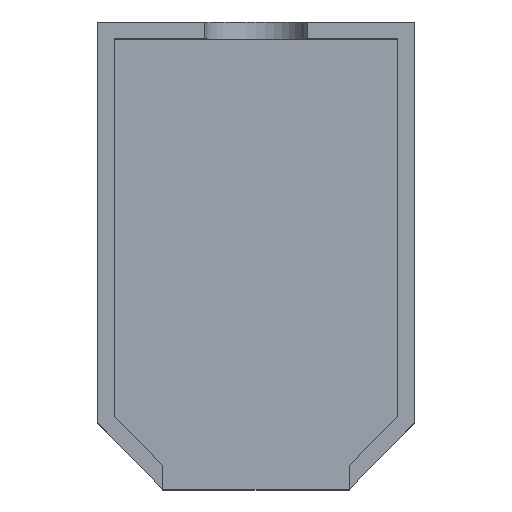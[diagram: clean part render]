
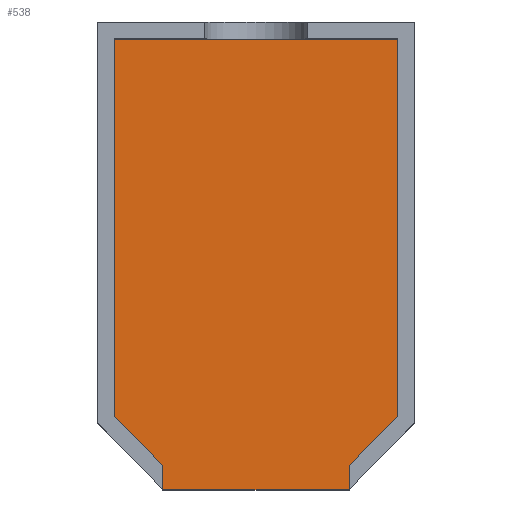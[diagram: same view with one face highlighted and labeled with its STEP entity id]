
A CAD part, top view. The second image highlights one B-rep face of the part: STEP entity #538.
In plain terms, the highlighted planar face has unit normal (0, 0, 1).
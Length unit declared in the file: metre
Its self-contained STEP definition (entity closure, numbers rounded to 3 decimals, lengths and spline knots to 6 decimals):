
#63=ORIENTED_EDGE('',*,*,#210,.T.);
#64=ORIENTED_EDGE('',*,*,#211,.T.);
#65=ORIENTED_EDGE('',*,*,#212,.F.);
#66=ORIENTED_EDGE('',*,*,#191,.F.);
#67=ORIENTED_EDGE('',*,*,#206,.F.);
#68=ORIENTED_EDGE('',*,*,#183,.T.);
#69=ORIENTED_EDGE('',*,*,#213,.T.);
#70=ORIENTED_EDGE('',*,*,#214,.F.);
#183=EDGE_CURVE('',#259,#260,#309,.T.);
#191=EDGE_CURVE('',#267,#268,#317,.T.);
#206=EDGE_CURVE('',#259,#267,#332,.T.);
#210=EDGE_CURVE('',#282,#283,#335,.T.);
#211=EDGE_CURVE('',#283,#284,#336,.T.);
#212=EDGE_CURVE('',#268,#284,#337,.T.);
#213=EDGE_CURVE('',#260,#285,#338,.T.);
#214=EDGE_CURVE('',#282,#285,#339,.T.);
#259=VERTEX_POINT('',#776);
#260=VERTEX_POINT('',#777);
#267=VERTEX_POINT('',#793);
#268=VERTEX_POINT('',#794);
#282=VERTEX_POINT('',#830);
#283=VERTEX_POINT('',#831);
#284=VERTEX_POINT('',#833);
#285=VERTEX_POINT('',#836);
#309=LINE('',#775,#383);
#317=LINE('',#792,#391);
#332=LINE('',#822,#406);
#335=LINE('',#829,#409);
#336=LINE('',#832,#410);
#337=LINE('',#834,#411);
#338=LINE('',#835,#412);
#339=LINE('',#837,#413);
#383=VECTOR('',#627,1.);
#391=VECTOR('',#637,1.);
#406=VECTOR('',#656,1.);
#409=VECTOR('',#663,1.);
#410=VECTOR('',#664,1.);
#411=VECTOR('',#665,1.);
#412=VECTOR('',#666,1.);
#413=VECTOR('',#667,1.);
#451=EDGE_LOOP('',(#63,#64,#65,#66,#67,#68,#69,#70));
#483=FACE_BOUND('',#451,.T.);
#511=PLANE('',#580);
#538=ADVANCED_FACE('',(#483),#511,.T.);
#580=AXIS2_PLACEMENT_3D('',#828,#661,#662);
#627=DIRECTION('',(0.,-1.,0.));
#637=DIRECTION('',(0.,-1.,0.));
#656=DIRECTION('',(1.,0.,0.));
#661=DIRECTION('',(0.,0.,1.));
#662=DIRECTION('',(1.,0.,0.));
#663=DIRECTION('',(1.,0.,0.));
#664=DIRECTION('',(0.,1.,0.));
#665=DIRECTION('',(-0.7,-0.714,0.));
#666=DIRECTION('',(0.7,-0.714,0.));
#667=DIRECTION('',(0.,1.,0.));
#775=CARTESIAN_POINT('',(0.0009,0.014019,0.0015));
#776=CARTESIAN_POINT('',(0.0009,0.0241,0.0015));
#777=CARTESIAN_POINT('',(0.0009,0.003938,0.0015));
#792=CARTESIAN_POINT('',(0.01605,0.014019,0.0015));
#793=CARTESIAN_POINT('',(0.01605,0.0241,0.0015));
#794=CARTESIAN_POINT('',(0.01605,0.003938,0.0015));
#822=CARTESIAN_POINT('',(0.008475,0.0241,0.0015));
#828=CARTESIAN_POINT('',(0.008475,0.0125,0.0015));
#829=CARTESIAN_POINT('',(0.008475,0.,0.0015));
#830=CARTESIAN_POINT('',(0.0035,0.,0.0015));
#831=CARTESIAN_POINT('',(0.01345,0.,0.0015));
#832=CARTESIAN_POINT('',(0.01345,0.001093,0.0015));
#833=CARTESIAN_POINT('',(0.01345,0.001286,0.0015));
#834=CARTESIAN_POINT('',(0.01475,0.002612,0.0015));
#835=CARTESIAN_POINT('',(0.0022,0.002612,0.0015));
#836=CARTESIAN_POINT('',(0.0035,0.001286,0.0015));
#837=CARTESIAN_POINT('',(0.0035,0.001093,0.0015));
